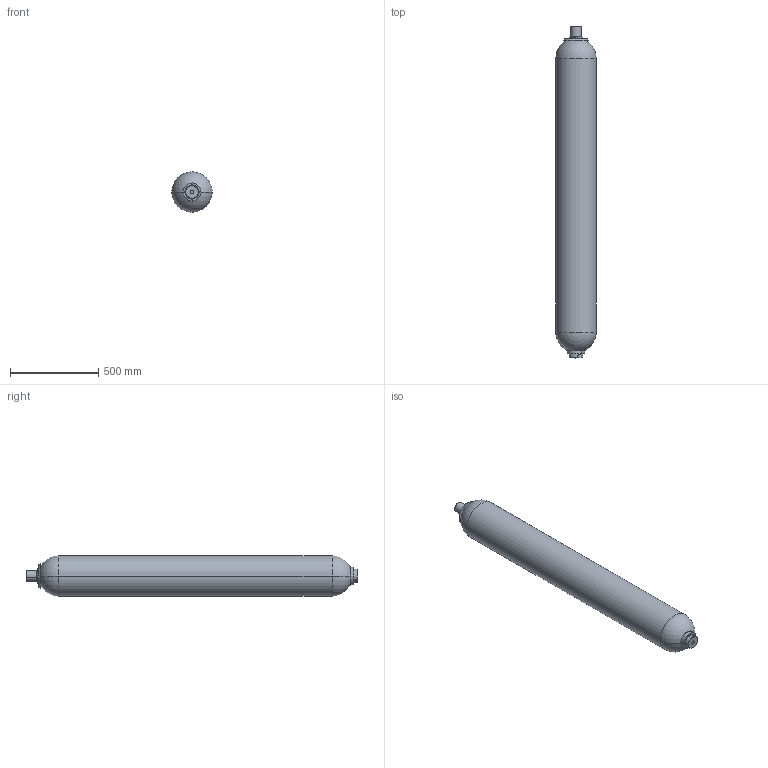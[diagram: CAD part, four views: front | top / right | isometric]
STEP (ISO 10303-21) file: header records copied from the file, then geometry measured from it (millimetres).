
FILE_DESCRIPTION (( 'STEP AP214' ), '1' );
FILE_NAME ('540SA-CZ-341.STEP', '2021-08-13T10:29:28', ( '' ), ( '' ), 'SwSTEP 2.0', 'SolidWorks 2017', '' );
FILE_SCHEMA (( 'AUTOMOTIVE_DESIGN' ));
Length unit declared in the file: millimetre
Products named in the file (1): 540SA-CZ-341
Bounding box: 229 x 1884.09 x 229 mm (x, y, z)
Surface area: 1343276.1 mm2 (no closed solid volume)
Topology: 0 solids, 6 shells, 50 faces, 132 edges, 86 vertices
Faces by surface type: plane 18, cone 16, cylinder 10, sphere 4, torus 2
Entity records: 2292 total; most frequent: CARTESIAN_POINT 551, DIRECTION 254, ORIENTED_EDGE 218, EDGE_CURVE 124, AXIS2_PLACEMENT_3D 111, VERTEX_POINT 82, CIRCLE 60, EDGE_LOOP 59
